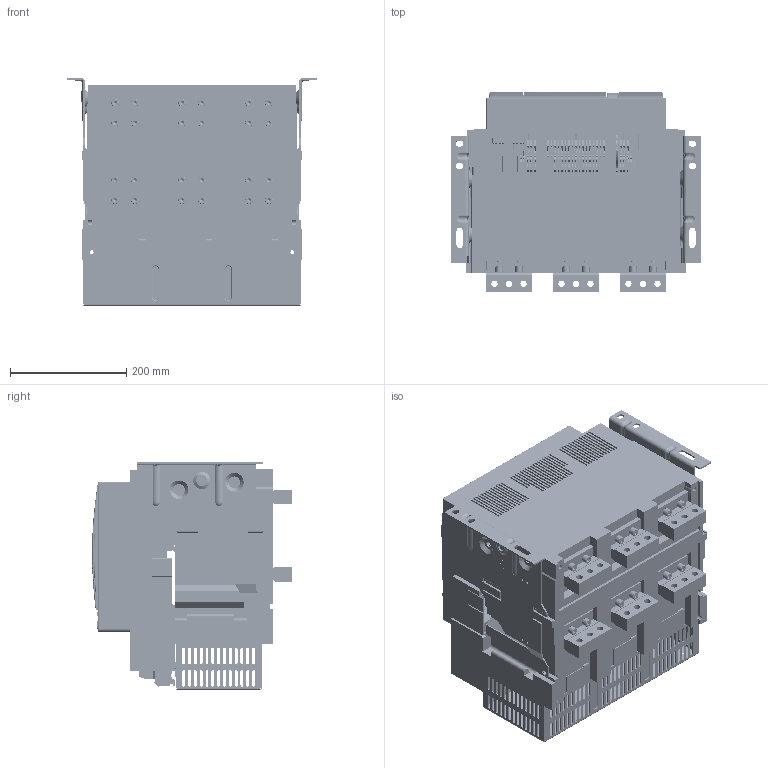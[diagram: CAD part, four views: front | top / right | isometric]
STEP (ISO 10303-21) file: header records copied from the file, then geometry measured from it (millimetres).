
FILE_DESCRIPTION((''),'2;1');
FILE_NAME('EX9A40-3P-2500-F_ASM','2022-07-22T11:09:35',('cuihq'),(''),'CREO PARAMETRIC BY PTC INC, 2020044','CREO PARAMETRIC BY PTC INC, 2020044','');
FILE_SCHEMA(('CONFIG_CONTROL_DESIGN','SHAPE_APPEARANCE_LAYERS_GROUPS'));
Products named in the file (34): 4000-JIZUO-3P_3; 4000-DIBAN-3P_3; 8ZTD_123_166_2_7; 8ZTD_123_167_2_7; 8060A0306115; 8060A0306116; 8580A0412008_4_1; 8300A0306007_2; 8300A0101127_34; 8320A0101121-0814_3; 8860A0724001_4; 8ZTD_282_1203_AF1_6; 8ZTD_282_1203_AF2_6; 8253A0101107-1_5; 8253A0101106-1_5; 8860A1424194-1_1; 8320A0101102; 8005A0101101; 5300A1526114_ASM; 8060A03101011_4; 0800886_E-NS-35-N_SELECT_6; UKK_3-SELECT-81050_1_1; D_UKK_3_5-SELECT-6580_1; UC-TM_5-SELECT-11980_2; EX9A25-GDS-DZ_ASM_3_ASM; 5043A0101001_3_1; 8320A0101004_3_1; 8860A1424009_3_1; 8253A0101108-1_3_1; 8253A0101010_6_1; GBT93-8_2_1; GBT70_1-M8X20_2_1; EX9A32-3P-2500-F_ASM_4_ASM; EX9A40-3P-2500-F_ASM
Assembly tree (185 placements, depth 4):
  EX9A40-3P-2500-F_ASM
    EX9A32-3P-2500-F_ASM_4_ASM
      4000-JIZUO-3P_3
      4000-DIBAN-3P_3
      8ZTD_123_166_2_7
      8ZTD_123_167_2_7
      8060A0306115
      8060A0306116
      8580A0412008_4_1  x6
      8300A0306007_2
      5300A1526114_ASM
        8300A0101127_34
        8320A0101121-0814_3
        8860A0724001_4
        8ZTD_282_1203_AF1_6
        8ZTD_282_1203_AF2_6
        8253A0101107-1_5
        8253A0101106-1_5
        8860A1424194-1_1
        8320A0101102
        8005A0101101
      EX9A25-GDS-DZ_ASM_3_ASM
        8060A03101011_4
        0800886_E-NS-35-N_SELECT_6  x2
        UKK_3-SELECT-81050_1_1  x34
        D_UKK_3_5-SELECT-6580_1
        UC-TM_5-SELECT-11980_2  x68
      5043A0101001_3_1
      8320A0101004_3_1
      8860A1424009_3_1
      8253A0101108-1_3_1
      8253A0101010_6_1
      GBT93-8_2_1  x24
      GBT70_1-M8X20_2_1  x24
Bounding box: 430 x 343.49 x 392 mm (x, y, z)
Volume: 19472802.7 mm3; surface area: 2494000.3 mm2
Topology: 182 solids, 228 shells, 14269 faces, 40750 edges, 27125 vertices
Faces by surface type: plane 10126, cylinder 3125, cone 406, torus 251, bspline 197, extrusion 90, sphere 74
Entity records: 190457 total; most frequent: CARTESIAN_POINT 47943, ORIENTED_EDGE 25434, DIRECTION 24452, EDGE_CURVE 12748, VECTOR 8574, LINE 8484, VERTEX_POINT 8393, AXIS2_PLACEMENT_3D 7939
